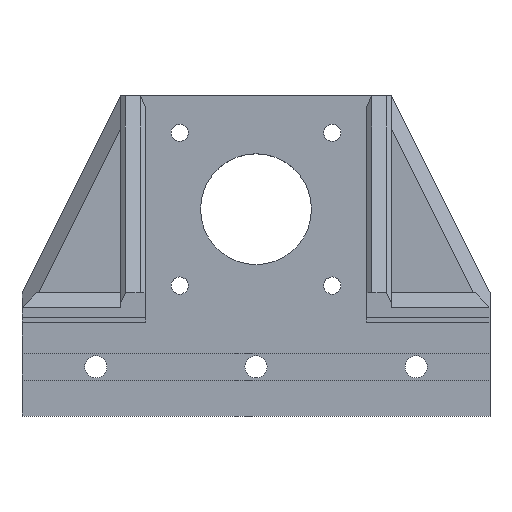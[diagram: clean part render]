
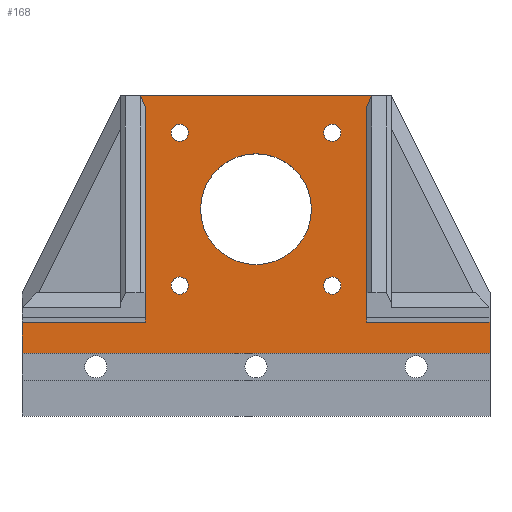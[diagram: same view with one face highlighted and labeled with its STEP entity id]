
A CAD part, top view. The second image highlights one B-rep face of the part: STEP entity #168.
In plain terms, the highlighted planar face has unit normal (0, 0, 1).
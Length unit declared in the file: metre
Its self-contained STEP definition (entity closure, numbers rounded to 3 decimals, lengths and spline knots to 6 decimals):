
#168 = ADVANCED_FACE( '', ( #389, #390, #391, #392, #393, #394 ), #395, .T. );
#389 = FACE_OUTER_BOUND( '', #684, .T. );
#390 = FACE_BOUND( '', #685, .T. );
#391 = FACE_BOUND( '', #686, .T. );
#392 = FACE_BOUND( '', #687, .T. );
#393 = FACE_BOUND( '', #688, .T. );
#394 = FACE_BOUND( '', #689, .T. );
#395 = PLANE( '', #690 );
#684 = EDGE_LOOP( '', ( #1126, #1127, #1128, #1129, #1130, #1131, #1132, #1133, #1134, #1135 ) );
#685 = EDGE_LOOP( '', ( #1136 ) );
#686 = EDGE_LOOP( '', ( #1137 ) );
#687 = EDGE_LOOP( '', ( #1138 ) );
#688 = EDGE_LOOP( '', ( #1139 ) );
#689 = EDGE_LOOP( '', ( #1140 ) );
#690 = AXIS2_PLACEMENT_3D( '', #1141, #1142, #1143 );
#1126 = ORIENTED_EDGE( '', *, *, #1592, .F. );
#1127 = ORIENTED_EDGE( '', *, *, #1674, .F. );
#1128 = ORIENTED_EDGE( '', *, *, #1675, .T. );
#1129 = ORIENTED_EDGE( '', *, *, #1618, .F. );
#1130 = ORIENTED_EDGE( '', *, *, #1549, .T. );
#1131 = ORIENTED_EDGE( '', *, *, #1676, .T. );
#1132 = ORIENTED_EDGE( '', *, *, #1637, .F. );
#1133 = ORIENTED_EDGE( '', *, *, #1677, .F. );
#1134 = ORIENTED_EDGE( '', *, *, #1678, .T. );
#1135 = ORIENTED_EDGE( '', *, *, #1654, .T. );
#1136 = ORIENTED_EDGE( '', *, *, #1679, .F. );
#1137 = ORIENTED_EDGE( '', *, *, #1583, .F. );
#1138 = ORIENTED_EDGE( '', *, *, #1546, .F. );
#1139 = ORIENTED_EDGE( '', *, *, #1662, .F. );
#1140 = ORIENTED_EDGE( '', *, *, #1680, .F. );
#1141 = CARTESIAN_POINT( '', ( 0.013819, 0.0325, 0.01 ) );
#1142 = DIRECTION( '', ( 0., 0., 1. ) );
#1143 = DIRECTION( '', ( 1., 0., 0. ) );
#1546 = EDGE_CURVE( '', #1810, #1810, #1811, .T. );
#1549 = EDGE_CURVE( '', #1815, #1816, #1817, .F. );
#1583 = EDGE_CURVE( '', #1875, #1875, #1876, .T. );
#1592 = EDGE_CURVE( '', #1889, #1892, #1893, .T. );
#1618 = EDGE_CURVE( '', #1815, #1922, #1935, .T. );
#1637 = EDGE_CURVE( '', #1961, #1957, #1963, .T. );
#1654 = EDGE_CURVE( '', #1988, #1892, #1989, .T. );
#1662 = EDGE_CURVE( '', #1999, #1999, #2000, .T. );
#1674 = EDGE_CURVE( '', #2019, #1889, #2020, .T. );
#1675 = EDGE_CURVE( '', #2019, #1922, #2021, .T. );
#1676 = EDGE_CURVE( '', #1816, #1957, #2022, .T. );
#1677 = EDGE_CURVE( '', #2023, #1961, #2024, .T. );
#1678 = EDGE_CURVE( '', #2023, #1988, #2025, .T. );
#1679 = EDGE_CURVE( '', #2026, #2026, #2027, .T. );
#1680 = EDGE_CURVE( '', #2028, #2028, #2029, .T. );
#1810 = VERTEX_POINT( '', #2193 );
#1811 = CIRCLE( '', #2194, 0.01125 );
#1815 = VERTEX_POINT( '', #2198 );
#1816 = VERTEX_POINT( '', #2199 );
#1817 = LINE( '', #2200, #2201 );
#1875 = VERTEX_POINT( '', #2283 );
#1876 = CIRCLE( '', #2284, 0.00175 );
#1889 = VERTEX_POINT( '', #2301 );
#1892 = VERTEX_POINT( '', #2305 );
#1893 = LINE( '', #2306, #2307 );
#1922 = VERTEX_POINT( '', #2348 );
#1935 = LINE( '', #2369, #2370 );
#1957 = VERTEX_POINT( '', #2402 );
#1961 = VERTEX_POINT( '', #2408 );
#1963 = LINE( '', #2411, #2412 );
#1988 = VERTEX_POINT( '', #2448 );
#1989 = LINE( '', #2449, #2450 );
#1999 = VERTEX_POINT( '', #2465 );
#2000 = CIRCLE( '', #2466, 0.00175 );
#2019 = VERTEX_POINT( '', #2485 );
#2020 = LINE( '', #2486, #2487 );
#2021 = LINE( '', #2488, #2489 );
#2022 = LINE( '', #2490, #2491 );
#2023 = VERTEX_POINT( '', #2492 );
#2024 = LINE( '', #2493, #2494 );
#2025 = LINE( '', #2495, #2496 );
#2026 = VERTEX_POINT( '', #2497 );
#2027 = CIRCLE( '', #2498, 0.00175 );
#2028 = VERTEX_POINT( '', #2499 );
#2029 = CIRCLE( '', #2500, 0.00175 );
#2193 = CARTESIAN_POINT( '', ( 0.01125, 0.042, 0.01 ) );
#2194 = AXIS2_PLACEMENT_3D( '', #2698, #2699, #2700 );
#2198 = CARTESIAN_POINT( '', ( -0.0235, 0.065, 0.01 ) );
#2199 = CARTESIAN_POINT( '', ( -0.0225, 0.062764, 0.01 ) );
#2200 = CARTESIAN_POINT( '', ( -0.021676, 0.060921, 0.01 ) );
#2201 = VECTOR( '', #2704, 1. );
#2283 = CARTESIAN_POINT( '', ( -0.01375, 0.0265, 0.01 ) );
#2284 = AXIS2_PLACEMENT_3D( '', #2735, #2736, #2737 );
#2301 = CARTESIAN_POINT( '', ( 0.0225, 0.02, 0.01 ) );
#2305 = CARTESIAN_POINT( '', ( 0.0475, 0.02, 0.01 ) );
#2306 = CARTESIAN_POINT( '', ( 0., 0.02, 0.01 ) );
#2307 = VECTOR( '', #2746, 1. );
#2348 = CARTESIAN_POINT( '', ( 0.0235, 0.065, 0.01 ) );
#2369 = CARTESIAN_POINT( '', ( 0., 0.065, 0.01 ) );
#2370 = VECTOR( '', #2770, 1. );
#2402 = CARTESIAN_POINT( '', ( -0.0225, 0.02, 0.01 ) );
#2408 = CARTESIAN_POINT( '', ( -0.0475, 0.02, 0.01 ) );
#2411 = CARTESIAN_POINT( '', ( 0., 0.02, 0.01 ) );
#2412 = VECTOR( '', #2784, 1. );
#2448 = CARTESIAN_POINT( '', ( 0.0475, 0.01271, 0.01 ) );
#2449 = CARTESIAN_POINT( '', ( 0.0475, 0.01, 0.01 ) );
#2450 = VECTOR( '', #2799, 1. );
#2465 = CARTESIAN_POINT( '', ( 0.01725, 0.0575, 0.01 ) );
#2466 = AXIS2_PLACEMENT_3D( '', #2805, #2806, #2807 );
#2485 = CARTESIAN_POINT( '', ( 0.0225, 0.062764, 0.01 ) );
#2486 = CARTESIAN_POINT( '', ( 0.0225, 0.065, 0.01 ) );
#2487 = VECTOR( '', #2829, 1. );
#2488 = CARTESIAN_POINT( '', ( 0.016046, 0.048333, 0.01 ) );
#2489 = VECTOR( '', #2830, 1. );
#2490 = CARTESIAN_POINT( '', ( -0.0225, 0.065, 0.01 ) );
#2491 = VECTOR( '', #2831, 1. );
#2492 = CARTESIAN_POINT( '', ( -0.0475, 0.01271, 0.01 ) );
#2493 = CARTESIAN_POINT( '', ( -0.0475, 0.0225, 0.01 ) );
#2494 = VECTOR( '', #2832, 1. );
#2495 = CARTESIAN_POINT( '', ( 0., 0.01271, 0.01 ) );
#2496 = VECTOR( '', #2833, 1. );
#2497 = CARTESIAN_POINT( '', ( 0.01725, 0.0265, 0.01 ) );
#2498 = AXIS2_PLACEMENT_3D( '', #2834, #2835, #2836 );
#2499 = CARTESIAN_POINT( '', ( -0.01375, 0.0575, 0.01 ) );
#2500 = AXIS2_PLACEMENT_3D( '', #2837, #2838, #2839 );
#2698 = CARTESIAN_POINT( '', ( 0., 0.042, 0.01 ) );
#2699 = DIRECTION( '', ( 0., 0., 1. ) );
#2700 = DIRECTION( '', ( 1., 0., 0. ) );
#2704 = DIRECTION( '', ( -0.408, 0.913, 0. ) );
#2735 = CARTESIAN_POINT( '', ( -0.0155, 0.0265, 0.01 ) );
#2736 = DIRECTION( '', ( 0., 0., 1. ) );
#2737 = DIRECTION( '', ( 1., 0., 0. ) );
#2746 = DIRECTION( '', ( 1., 0., 0. ) );
#2770 = DIRECTION( '', ( 1., 0., 0. ) );
#2784 = DIRECTION( '', ( 1., 0., 0. ) );
#2799 = DIRECTION( '', ( 0., 1., 0. ) );
#2805 = CARTESIAN_POINT( '', ( 0.0155, 0.0575, 0.01 ) );
#2806 = DIRECTION( '', ( 0., 0., 1. ) );
#2807 = DIRECTION( '', ( 1., 0., 0. ) );
#2829 = DIRECTION( '', ( 0., -1., 0. ) );
#2830 = DIRECTION( '', ( 0.408, 0.913, 0. ) );
#2831 = DIRECTION( '', ( 0., -1., 0. ) );
#2832 = DIRECTION( '', ( 0., 1., 0. ) );
#2833 = DIRECTION( '', ( 1., 0., 0. ) );
#2834 = CARTESIAN_POINT( '', ( 0.0155, 0.0265, 0.01 ) );
#2835 = DIRECTION( '', ( 0., 0., 1. ) );
#2836 = DIRECTION( '', ( 1., 0., 0. ) );
#2837 = CARTESIAN_POINT( '', ( -0.0155, 0.0575, 0.01 ) );
#2838 = DIRECTION( '', ( 0., 0., 1. ) );
#2839 = DIRECTION( '', ( 1., 0., 0. ) );
